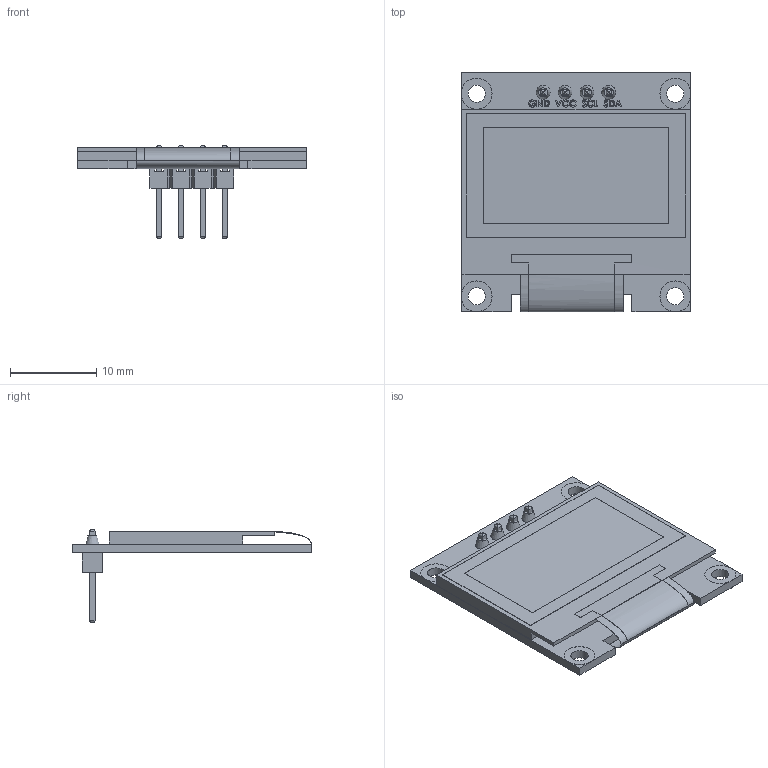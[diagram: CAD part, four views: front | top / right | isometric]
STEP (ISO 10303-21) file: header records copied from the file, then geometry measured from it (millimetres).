
FILE_DESCRIPTION(/* description */ (''),/* implementation_level */ '2;1');
FILE_NAME(/* name */ 'OLED-128x64-0.96.step',/* time_stamp */ '2020-02-28T11:03:53-06:00',/* author */ (''),/* organization */ (''),/* preprocessor_version */ 'ST-DEVELOPER v18',/* originating_system */ 'Autodesk Translation Framework v8.12.0.6',/* authorisation */ '');
FILE_SCHEMA (('AUTOMOTIVE_DESIGN { 1 0 10303 214 3 1 1 }'));
Length unit declared in the file: millimetre
Products named in the file (1): (Unsaved)
Bounding box: 26.7 x 27.86 x 10.85 mm (x, y, z)
Volume: 1449.4 mm3; surface area: 2440.7 mm2
Topology: 8 solids, 8 shells, 219 faces, 648 edges, 470 vertices
Faces by surface type: plane 161, cylinder 48, bspline 6, cone 4
Full cylindrical faces by diameter (mm): 1 x4, 2 x6, 3.6 x6
Entity records: 10786 total; most frequent: CARTESIAN_POINT 4515, ORIENTED_EDGE 1296, DIRECTION 1106, EDGE_CURVE 648, VERTEX_POINT 470, LINE 450, VECTOR 450, AXIS2_PLACEMENT_3D 328
